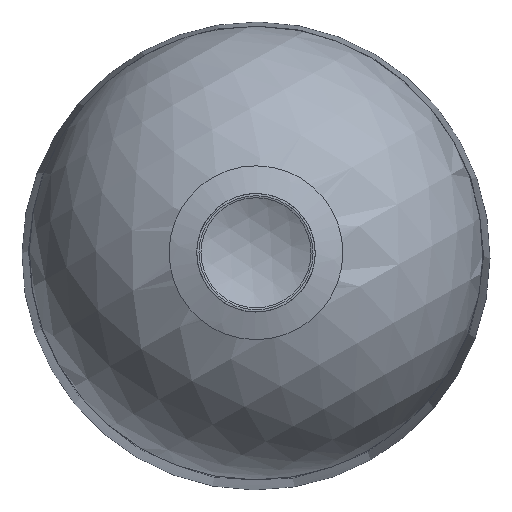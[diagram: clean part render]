
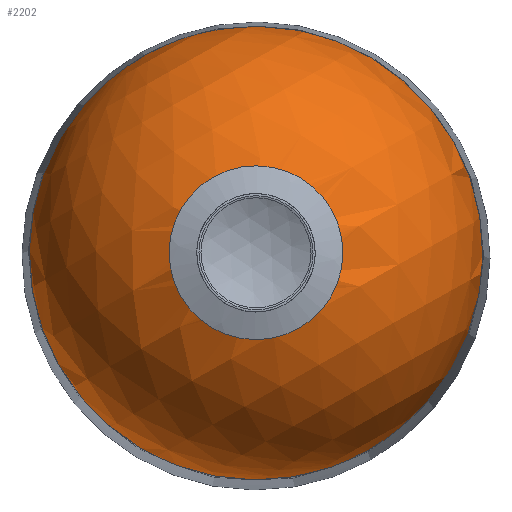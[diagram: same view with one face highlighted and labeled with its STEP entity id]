
A CAD part, top view. The second image highlights one B-rep face of the part: STEP entity #2202.
In plain terms, the highlighted spherical face has radius 49.708 mm.
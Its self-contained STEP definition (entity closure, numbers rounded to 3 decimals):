
#101=SPHERICAL_SURFACE('',#11927,49.708);
#763=FACE_BOUND('',#3591,.T.);
#764=FACE_BOUND('',#3592,.T.);
#1615=CIRCLE('',#11923,12.98);
#1617=CIRCLE('',#11926,49.708);
#2202=ADVANCED_FACE('',(#763,#764),#101,.T.);
#3591=EDGE_LOOP('',(#6639));
#3592=EDGE_LOOP('',(#6640));
#6639=ORIENTED_EDGE('',*,*,#9220,.T.);
#6640=ORIENTED_EDGE('',*,*,#9218,.F.);
#7694=VERTEX_POINT('',#36587);
#7696=VERTEX_POINT('',#36592);
#9218=EDGE_CURVE('',#7694,#7694,#1615,.T.);
#9220=EDGE_CURVE('',#7696,#7696,#1617,.T.);
#11923=AXIS2_PLACEMENT_3D('',#36586,#14843,#14844);
#11926=AXIS2_PLACEMENT_3D('',#36591,#14849,#14850);
#11927=AXIS2_PLACEMENT_3D('',#36593,#14851,#14852);
#14843=DIRECTION('',(0.,0.,1.));
#14844=DIRECTION('',(-0.871,-0.491,0.));
#14849=DIRECTION('',(0.,0.,1.));
#14850=DIRECTION('',(0.491,-0.871,0.));
#14851=DIRECTION('',(-0.491,0.871,0.));
#14852=DIRECTION('',(0.,0.,-1.));
#36586=CARTESIAN_POINT('',(0.,0.,202.186));
#36587=CARTESIAN_POINT('',(-11.312,-6.367,202.186));
#36591=CARTESIAN_POINT('',(0.,0.,154.419));
#36592=CARTESIAN_POINT('',(24.382,-43.317,154.419));
#36593=CARTESIAN_POINT('',(0.,0.,154.202));
